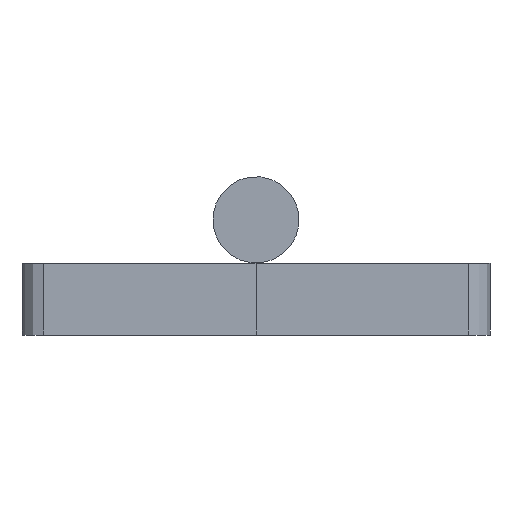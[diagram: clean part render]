
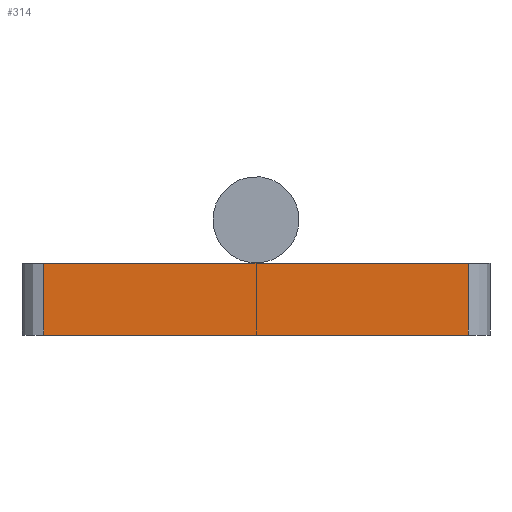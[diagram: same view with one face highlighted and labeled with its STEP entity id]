
A CAD part, left-side view. The second image highlights one B-rep face of the part: STEP entity #314.
In plain terms, the highlighted planar face has unit normal (-1, 0, 0).
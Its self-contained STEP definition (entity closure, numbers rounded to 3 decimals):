
#39 = CARTESIAN_POINT ( 'NONE',  ( -140., -29.5, -10. ) ) ;
#118 = CARTESIAN_POINT ( 'NONE',  ( -140., -32.5, 0. ) ) ;
#126 = CARTESIAN_POINT ( 'NONE',  ( -140., -32.5, -10. ) ) ;
#135 = DIRECTION ( 'NONE',  ( 0., 0., -1. ) ) ;
#141 = LINE ( 'NONE', #810, #682 ) ;
#177 = AXIS2_PLACEMENT_3D ( 'NONE', #126, #576, #387 ) ;
#214 = LINE ( 'NONE', #474, #296 ) ;
#260 = EDGE_CURVE ( 'NONE', #482, #697, #466, .T. ) ;
#265 = VERTEX_POINT ( 'NONE', #647 ) ;
#271 = CARTESIAN_POINT ( 'NONE',  ( -140., 29.5, -10. ) ) ;
#280 = DIRECTION ( 'NONE',  ( 0., 0., 1. ) ) ;
#290 = VERTEX_POINT ( 'NONE', #794 ) ;
#296 = VECTOR ( 'NONE', #280, 1000. ) ;
#314 = ADVANCED_FACE ( 'NONE', ( #729 ), #401, .T. ) ;
#324 = ORIENTED_EDGE ( 'NONE', *, *, #371, .T. ) ;
#353 = ORIENTED_EDGE ( 'NONE', *, *, #716, .F. ) ;
#368 = VECTOR ( 'NONE', #644, 1000. ) ;
#371 = EDGE_CURVE ( 'NONE', #265, #482, #141, .T. ) ;
#387 = DIRECTION ( 'NONE',  ( 0., 0., 1. ) ) ;
#401 = PLANE ( 'NONE',  #177 ) ;
#466 = LINE ( 'NONE', #597, #793 ) ;
#474 = CARTESIAN_POINT ( 'NONE',  ( -140., -29.5, -10. ) ) ;
#482 = VERTEX_POINT ( 'NONE', #271 ) ;
#516 = LINE ( 'NONE', #118, #368 ) ;
#560 = ORIENTED_EDGE ( 'NONE', *, *, #742, .T. ) ;
#568 = EDGE_LOOP ( 'NONE', ( #826, #560, #353, #324 ) ) ;
#576 = DIRECTION ( 'NONE',  ( -1., 0., 0. ) ) ;
#597 = CARTESIAN_POINT ( 'NONE',  ( -140., -32.5, -10. ) ) ;
#644 = DIRECTION ( 'NONE',  ( 0., -1., 0. ) ) ;
#647 = CARTESIAN_POINT ( 'NONE',  ( -140., 29.5, 0. ) ) ;
#682 = VECTOR ( 'NONE', #135, 1000. ) ;
#697 = VERTEX_POINT ( 'NONE', #39 ) ;
#716 = EDGE_CURVE ( 'NONE', #265, #290, #516, .T. ) ;
#729 = FACE_OUTER_BOUND ( 'NONE', #568, .T. ) ;
#742 = EDGE_CURVE ( 'NONE', #697, #290, #214, .T. ) ;
#793 = VECTOR ( 'NONE', #882, 1000. ) ;
#794 = CARTESIAN_POINT ( 'NONE',  ( -140., -29.5, 0. ) ) ;
#810 = CARTESIAN_POINT ( 'NONE',  ( -140., 29.5, -10. ) ) ;
#826 = ORIENTED_EDGE ( 'NONE', *, *, #260, .T. ) ;
#882 = DIRECTION ( 'NONE',  ( 0., -1., 0. ) ) ;
